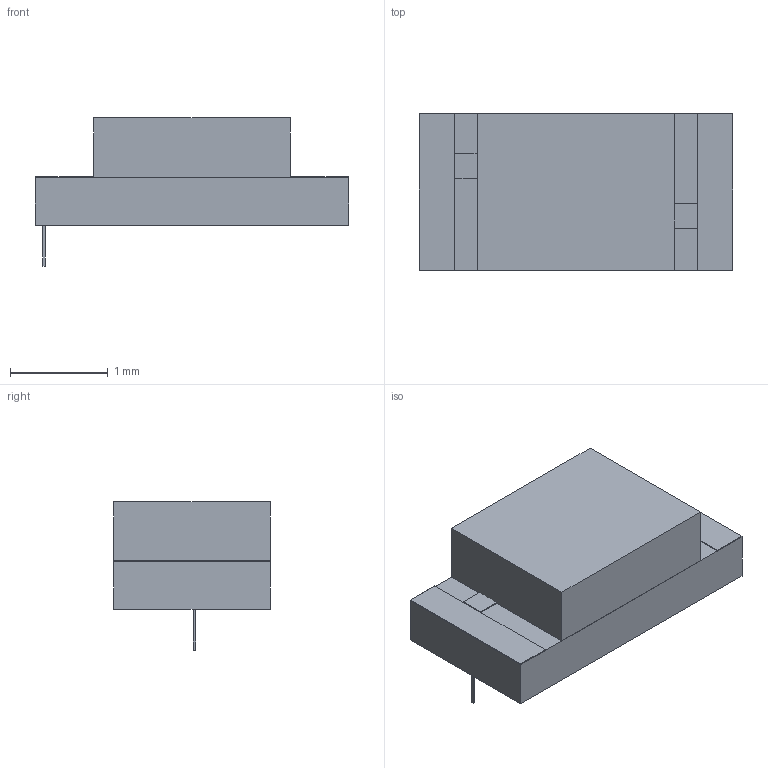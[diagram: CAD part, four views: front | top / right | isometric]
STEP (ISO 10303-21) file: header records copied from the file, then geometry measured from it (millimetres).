
FILE_DESCRIPTION (( 'STEP AP214' ), '1' );
FILE_NAME ('372A9A9A-5160-4F11-94E8-D506D3080790.STEP', '2008-12-09T15:52:44', ( 'Solidworks' ), ( 'Solidworks' ), 'SwSTEP 2.0', 'SolidWorks 2009', '' );
FILE_SCHEMA (( 'AUTOMOTIVE_DESIGN' ));
Length unit declared in the file: millimetre
Products named in the file (13): SW3dPS-LED1206R_Board; SW3dPS-LED1206R_352701008; SW3dPS-LED1206R_Open CASCADE STEP translator 6.2 278.2; 372A9A9A-5160-4F11-94E8-D506D3080790; SW3dPS-LED1206R_Extruded1; SW3dPS-LED1206R_352697936; SW3dPS-LED1206R_Extruded2; SW3dPS-LED1206R_352698192; SW3dPS-LED1206R_Extruded; SW3dPS-LED1206R_352697808; SW3dPS-LED1206R_Extruded3; SW3dPS-LED1206R_352699472; SW3dPS-LED1206R_Extruded4
Assembly tree (13 placements, depth 4):
  372A9A9A-5160-4F11-94E8-D506D3080790
    SW3dPS-LED1206R_Board
    SW3dPS-LED1206R_Open CASCADE STEP translator 6.2 278.2
      SW3dPS-LED1206R_352698192
        SW3dPS-LED1206R_Extruded4
      SW3dPS-LED1206R_352697936
        SW3dPS-LED1206R_Extruded1
      SW3dPS-LED1206R_352701008
        SW3dPS-LED1206R_Extruded2
      SW3dPS-LED1206R_352697808  x2
        SW3dPS-LED1206R_Extruded
      SW3dPS-LED1206R_352699472
        SW3dPS-LED1206R_Extruded3
Bounding box: 3.2 x 1.6 x 1.52 mm (x, y, z)
Volume: 4.5 mm3; surface area: 29.7 mm2
Topology: 7 solids, 7 shells, 48 faces, 102 edges, 68 vertices
Faces by surface type: plane 48
Entity records: 1564 total; most frequent: DIRECTION 218, CARTESIAN_POINT 214, ORIENTED_EDGE 180, EDGE_CURVE 90, VECTOR 90, LINE 90, AXIS2_PLACEMENT_3D 64, VERTEX_POINT 60
